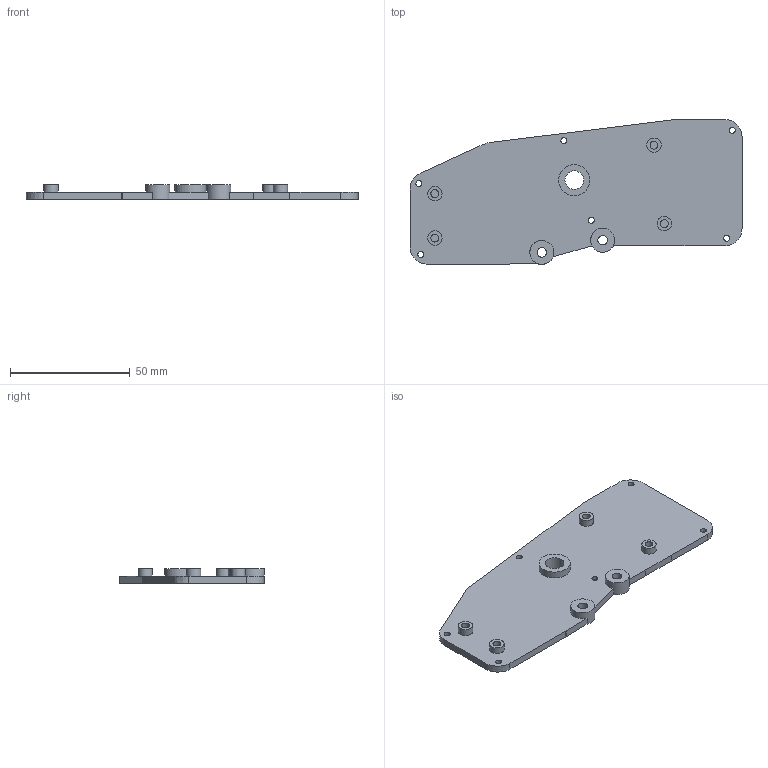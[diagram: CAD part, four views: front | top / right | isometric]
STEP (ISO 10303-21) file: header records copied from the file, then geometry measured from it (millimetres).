
FILE_DESCRIPTION(('FreeCAD Model'),'2;1');
FILE_NAME('Open CASCADE Shape Model','2025-01-09T16:51:39',(''),(''), 'Open CASCADE STEP processor 7.6','FreeCAD','Unknown');
FILE_SCHEMA(('AUTOMOTIVE_DESIGN { 1 0 10303 214 1 1 1 1 }'));
Length unit declared in the file: millimetre
Products named in the file (1): base
Bounding box: 138.4 x 60.4 x 6 mm (x, y, z)
Volume: 21007.9 mm3; surface area: 15627.9 mm2
Topology: 1 solids, 1 shells, 59 faces, 138 edges, 90 vertices
Faces by surface type: cylinder 20, extrusion 17, plane 16, cone 6
Full cylindrical faces by diameter (mm): 2.5 x6, 3.3 x4, 4 x2, 6 x4, 7.8 x1, 10 x2, 13 x1
Entity records: 1783 total; most frequent: CARTESIAN_POINT 393, ORIENTED_EDGE 276, DIRECTION 254, EDGE_CURVE 138, AXIS2_PLACEMENT_3D 93, VERTEX_POINT 90, FACE_BOUND 86, EDGE_LOOP 86
